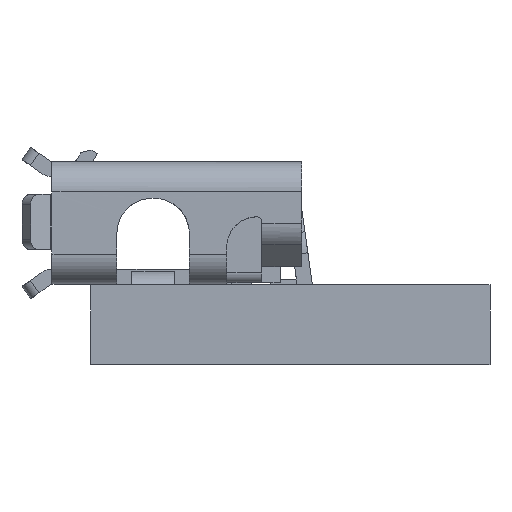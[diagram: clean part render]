
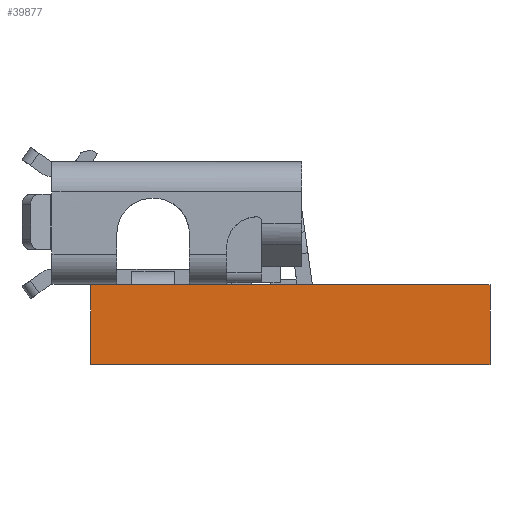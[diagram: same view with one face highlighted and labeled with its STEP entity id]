
A CAD part, front view. The second image highlights one B-rep face of the part: STEP entity #39877.
In plain terms, the highlighted planar face has unit normal (0, -1, 0).
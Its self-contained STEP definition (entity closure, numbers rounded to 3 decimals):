
#39128 = PLANE('',#39129);
#39129 = AXIS2_PLACEMENT_3D('',#39130,#39131,#39132);
#39130 = CARTESIAN_POINT('',(-8.,-11.,0.));
#39131 = DIRECTION('',(-1.,0.,0.));
#39132 = DIRECTION('',(0.,1.,0.));
#39156 = PLANE('',#39157);
#39157 = AXIS2_PLACEMENT_3D('',#39158,#39159,#39160);
#39158 = CARTESIAN_POINT('',(-4.,-5.5,1.6));
#39159 = DIRECTION('',(0.,0.,-1.));
#39160 = DIRECTION('',(-1.,0.,0.));
#39184 = PLANE('',#39185);
#39185 = AXIS2_PLACEMENT_3D('',#39186,#39187,#39188);
#39186 = CARTESIAN_POINT('',(0.,0.,0.));
#39187 = DIRECTION('',(1.,0.,0.));
#39188 = DIRECTION('',(0.,-1.,0.));
#39210 = PLANE('',#39211);
#39211 = AXIS2_PLACEMENT_3D('',#39212,#39213,#39214);
#39212 = CARTESIAN_POINT('',(-4.,-5.5,0.));
#39213 = DIRECTION('',(0.,0.,-1.));
#39214 = DIRECTION('',(-1.,0.,0.));
#39225 = EDGE_CURVE('',#39226,#39228,#39230,.T.);
#39226 = VERTEX_POINT('',#39227);
#39227 = CARTESIAN_POINT('',(-8.,-11.,0.));
#39228 = VERTEX_POINT('',#39229);
#39229 = CARTESIAN_POINT('',(-8.,-11.,1.6));
#39230 = SURFACE_CURVE('',#39231,(#39235,#39242),.PCURVE_S1.);
#39231 = LINE('',#39232,#39233);
#39232 = CARTESIAN_POINT('',(-8.,-11.,0.));
#39233 = VECTOR('',#39234,1.);
#39234 = DIRECTION('',(0.,0.,1.));
#39235 = PCURVE('',#39128,#39236);
#39236 = DEFINITIONAL_REPRESENTATION('',(#39237),#39241);
#39237 = LINE('',#39238,#39239);
#39238 = CARTESIAN_POINT('',(0.,0.));
#39239 = VECTOR('',#39240,1.);
#39240 = DIRECTION('',(0.,-1.));
#39241 = ( GEOMETRIC_REPRESENTATION_CONTEXT(2) 
PARAMETRIC_REPRESENTATION_CONTEXT() REPRESENTATION_CONTEXT('2D SPACE',''
  ) );
#39242 = PCURVE('',#39243,#39248);
#39243 = PLANE('',#39244);
#39244 = AXIS2_PLACEMENT_3D('',#39245,#39246,#39247);
#39245 = CARTESIAN_POINT('',(0.,-11.,0.));
#39246 = DIRECTION('',(0.,-1.,0.));
#39247 = DIRECTION('',(-1.,0.,0.));
#39248 = DEFINITIONAL_REPRESENTATION('',(#39249),#39253);
#39249 = LINE('',#39250,#39251);
#39250 = CARTESIAN_POINT('',(8.,0.));
#39251 = VECTOR('',#39252,1.);
#39252 = DIRECTION('',(0.,-1.));
#39253 = ( GEOMETRIC_REPRESENTATION_CONTEXT(2) 
PARAMETRIC_REPRESENTATION_CONTEXT() REPRESENTATION_CONTEXT('2D SPACE',''
  ) );
#39303 = VERTEX_POINT('',#39304);
#39304 = CARTESIAN_POINT('',(0.,-11.,1.6));
#39325 = EDGE_CURVE('',#39326,#39303,#39328,.T.);
#39326 = VERTEX_POINT('',#39327);
#39327 = CARTESIAN_POINT('',(0.,-11.,0.));
#39328 = SURFACE_CURVE('',#39329,(#39333,#39340),.PCURVE_S1.);
#39329 = LINE('',#39330,#39331);
#39330 = CARTESIAN_POINT('',(0.,-11.,0.));
#39331 = VECTOR('',#39332,1.);
#39332 = DIRECTION('',(0.,0.,1.));
#39333 = PCURVE('',#39184,#39334);
#39334 = DEFINITIONAL_REPRESENTATION('',(#39335),#39339);
#39335 = LINE('',#39336,#39337);
#39336 = CARTESIAN_POINT('',(11.,0.));
#39337 = VECTOR('',#39338,1.);
#39338 = DIRECTION('',(0.,-1.));
#39339 = ( GEOMETRIC_REPRESENTATION_CONTEXT(2) 
PARAMETRIC_REPRESENTATION_CONTEXT() REPRESENTATION_CONTEXT('2D SPACE',''
  ) );
#39340 = PCURVE('',#39243,#39341);
#39341 = DEFINITIONAL_REPRESENTATION('',(#39342),#39346);
#39342 = LINE('',#39343,#39344);
#39343 = CARTESIAN_POINT('',(0.,0.));
#39344 = VECTOR('',#39345,1.);
#39345 = DIRECTION('',(0.,-1.));
#39346 = ( GEOMETRIC_REPRESENTATION_CONTEXT(2) 
PARAMETRIC_REPRESENTATION_CONTEXT() REPRESENTATION_CONTEXT('2D SPACE',''
  ) );
#39374 = EDGE_CURVE('',#39326,#39226,#39375,.T.);
#39375 = SURFACE_CURVE('',#39376,(#39380,#39387),.PCURVE_S1.);
#39376 = LINE('',#39377,#39378);
#39377 = CARTESIAN_POINT('',(0.,-11.,0.));
#39378 = VECTOR('',#39379,1.);
#39379 = DIRECTION('',(-1.,0.,0.));
#39380 = PCURVE('',#39210,#39381);
#39381 = DEFINITIONAL_REPRESENTATION('',(#39382),#39386);
#39382 = LINE('',#39383,#39384);
#39383 = CARTESIAN_POINT('',(-4.,-5.5));
#39384 = VECTOR('',#39385,1.);
#39385 = DIRECTION('',(1.,0.));
#39386 = ( GEOMETRIC_REPRESENTATION_CONTEXT(2) 
PARAMETRIC_REPRESENTATION_CONTEXT() REPRESENTATION_CONTEXT('2D SPACE',''
  ) );
#39387 = PCURVE('',#39243,#39388);
#39388 = DEFINITIONAL_REPRESENTATION('',(#39389),#39393);
#39389 = LINE('',#39390,#39391);
#39390 = CARTESIAN_POINT('',(0.,0.));
#39391 = VECTOR('',#39392,1.);
#39392 = DIRECTION('',(1.,0.));
#39393 = ( GEOMETRIC_REPRESENTATION_CONTEXT(2) 
PARAMETRIC_REPRESENTATION_CONTEXT() REPRESENTATION_CONTEXT('2D SPACE',''
  ) );
#39646 = EDGE_CURVE('',#39303,#39228,#39647,.T.);
#39647 = SURFACE_CURVE('',#39648,(#39652,#39659),.PCURVE_S1.);
#39648 = LINE('',#39649,#39650);
#39649 = CARTESIAN_POINT('',(0.,-11.,1.6));
#39650 = VECTOR('',#39651,1.);
#39651 = DIRECTION('',(-1.,0.,0.));
#39652 = PCURVE('',#39156,#39653);
#39653 = DEFINITIONAL_REPRESENTATION('',(#39654),#39658);
#39654 = LINE('',#39655,#39656);
#39655 = CARTESIAN_POINT('',(-4.,-5.5));
#39656 = VECTOR('',#39657,1.);
#39657 = DIRECTION('',(1.,0.));
#39658 = ( GEOMETRIC_REPRESENTATION_CONTEXT(2) 
PARAMETRIC_REPRESENTATION_CONTEXT() REPRESENTATION_CONTEXT('2D SPACE',''
  ) );
#39659 = PCURVE('',#39243,#39660);
#39660 = DEFINITIONAL_REPRESENTATION('',(#39661),#39665);
#39661 = LINE('',#39662,#39663);
#39662 = CARTESIAN_POINT('',(0.,-1.6));
#39663 = VECTOR('',#39664,1.);
#39664 = DIRECTION('',(1.,0.));
#39665 = ( GEOMETRIC_REPRESENTATION_CONTEXT(2) 
PARAMETRIC_REPRESENTATION_CONTEXT() REPRESENTATION_CONTEXT('2D SPACE',''
  ) );
#39877 = ADVANCED_FACE('',(#39878),#39243,.T.);
#39878 = FACE_BOUND('',#39879,.T.);
#39879 = EDGE_LOOP('',(#39880,#39881,#39882,#39883));
#39880 = ORIENTED_EDGE('',*,*,#39325,.T.);
#39881 = ORIENTED_EDGE('',*,*,#39646,.T.);
#39882 = ORIENTED_EDGE('',*,*,#39225,.F.);
#39883 = ORIENTED_EDGE('',*,*,#39374,.F.);
